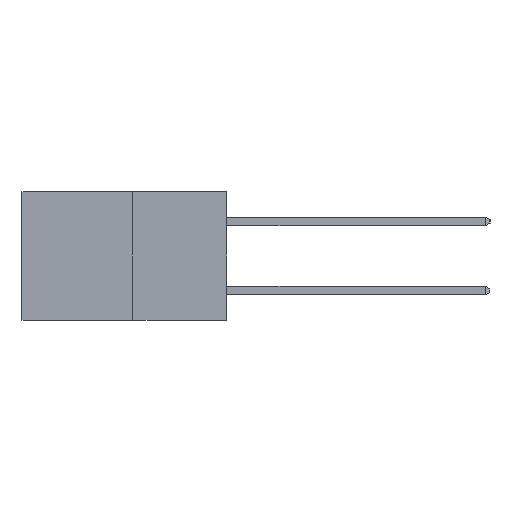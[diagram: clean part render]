
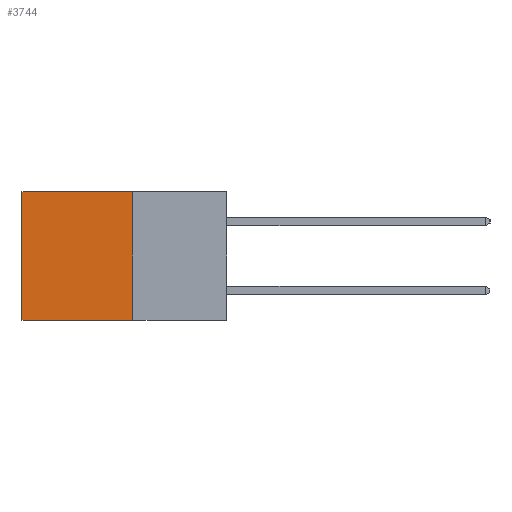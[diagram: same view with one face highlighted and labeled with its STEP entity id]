
A CAD part, left-side view. The second image highlights one B-rep face of the part: STEP entity #3744.
In plain terms, the highlighted planar face has unit normal (-1, 0, 0).
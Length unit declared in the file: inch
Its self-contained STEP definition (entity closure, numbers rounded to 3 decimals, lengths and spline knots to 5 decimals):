
#489 = CARTESIAN_POINT ( 'NONE',  ( 0.277, 0.59, -0.37 ) ) ;
#942 = DIRECTION ( 'NONE',  ( 0., 0., -1. ) ) ;
#1301 = VECTOR ( 'NONE', #3800, 39.37008 ) ;
#1680 = EDGE_CURVE ( 'NONE', #6506, #8190, #10216, .T. ) ;
#1721 = VECTOR ( 'NONE', #7077, 39.37008 ) ;
#1920 = VECTOR ( 'NONE', #6715, 39.37008 ) ;
#2315 = LINE ( 'NONE', #4238, #5861 ) ;
#3744 = ADVANCED_FACE ( 'NONE', ( #8674 ), #4105, .F. ) ;
#3800 = DIRECTION ( 'NONE',  ( 0., 1., 0. ) ) ;
#3929 = ORIENTED_EDGE ( 'NONE', *, *, #1680, .F. ) ;
#4037 = DIRECTION ( 'NONE',  ( 0., 0., -1. ) ) ;
#4040 = DIRECTION ( 'NONE',  ( 1., 0., 0. ) ) ;
#4105 = PLANE ( 'NONE',  #5957 ) ;
#4106 = CARTESIAN_POINT ( 'NONE',  ( 0.277, 0.27, -0.37 ) ) ;
#4238 = CARTESIAN_POINT ( 'NONE',  ( 0.277, 0.59, -0.37 ) ) ;
#5152 = ORIENTED_EDGE ( 'NONE', *, *, #7971, .T. ) ;
#5424 = EDGE_CURVE ( 'NONE', #8190, #7539, #6025, .T. ) ;
#5519 = EDGE_LOOP ( 'NONE', ( #5152, #6173, #3929, #6075 ) ) ;
#5861 = VECTOR ( 'NONE', #942, 39.37008 ) ;
#5957 = AXIS2_PLACEMENT_3D ( 'NONE', #4106, #4040, #4037 ) ;
#6025 = LINE ( 'NONE', #6267, #1721 ) ;
#6075 = ORIENTED_EDGE ( 'NONE', *, *, #7572, .T. ) ;
#6114 = CARTESIAN_POINT ( 'NONE',  ( 0.277, 0.27, -0.37 ) ) ;
#6173 = ORIENTED_EDGE ( 'NONE', *, *, #5424, .F. ) ;
#6267 = CARTESIAN_POINT ( 'NONE',  ( 0.277, 0.27, -0.37 ) ) ;
#6506 = VERTEX_POINT ( 'NONE', #7528 ) ;
#6715 = DIRECTION ( 'NONE',  ( 0., 0., -1. ) ) ;
#7077 = DIRECTION ( 'NONE',  ( 0., 1., 0. ) ) ;
#7517 = LINE ( 'NONE', #9377, #1301 ) ;
#7528 = CARTESIAN_POINT ( 'NONE',  ( 0.277, 0.27, 0. ) ) ;
#7539 = VERTEX_POINT ( 'NONE', #489 ) ;
#7572 = EDGE_CURVE ( 'NONE', #6506, #9310, #7517, .T. ) ;
#7971 = EDGE_CURVE ( 'NONE', #9310, #7539, #2315, .T. ) ;
#8056 = CARTESIAN_POINT ( 'NONE',  ( 0.277, 0.59, 0. ) ) ;
#8190 = VERTEX_POINT ( 'NONE', #9232 ) ;
#8674 = FACE_OUTER_BOUND ( 'NONE', #5519, .T. ) ;
#9232 = CARTESIAN_POINT ( 'NONE',  ( 0.277, 0.27, -0.37 ) ) ;
#9310 = VERTEX_POINT ( 'NONE', #8056 ) ;
#9377 = CARTESIAN_POINT ( 'NONE',  ( 0.277, 0.27, 0. ) ) ;
#10216 = LINE ( 'NONE', #6114, #1920 ) ;
